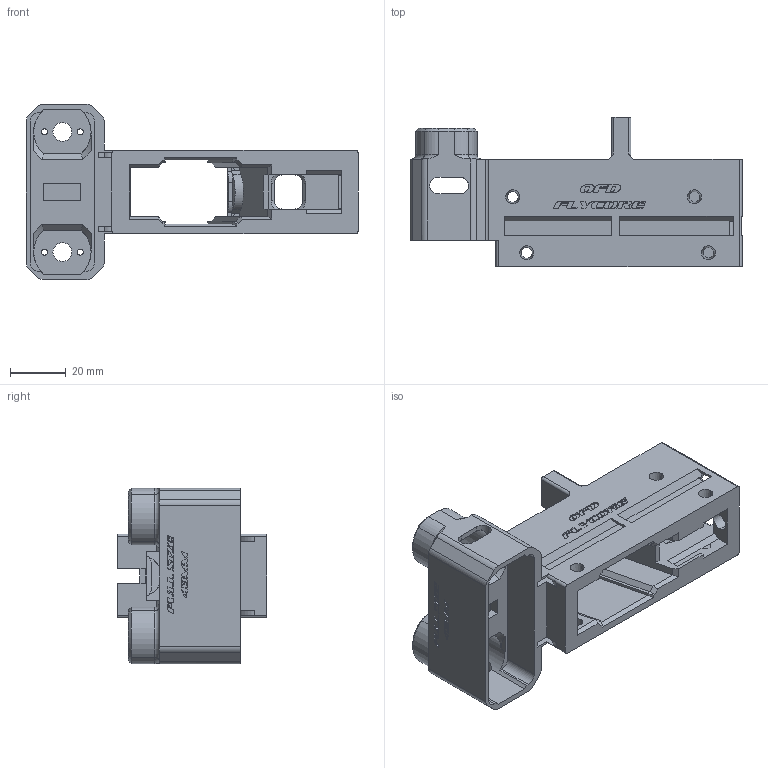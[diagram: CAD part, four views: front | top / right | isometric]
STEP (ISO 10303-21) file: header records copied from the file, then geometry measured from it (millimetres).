
FILE_DESCRIPTION (( 'STEP AP203' ), '1' );
FILE_NAME ('OFD_FLYCORE_ANGLED_FULL_43MM_MSB_V1.STEP', '2022-07-20T17:36:02', ( '' ), ( '' ), 'SwSTEP 2.0', 'SolidWorks 2020', '' );
FILE_SCHEMA (( 'CONFIG_CONTROL_DESIGN' ));
Length unit declared in the file: millimetre
Products named in the file (1): OFD_FLYCORE_ANGLED_FULL_43MM_MSB_V1
Bounding box: 118.75 x 53.5 x 62.7 mm (x, y, z)
Volume: 71420.7 mm3; surface area: 37771.3 mm2
Topology: 1 solids, 1 shells, 924 faces, 2622 edges, 1727 vertices
Faces by surface type: plane 470, bspline 307, cylinder 91, cone 44, torus 12
Entity records: 38200 total; most frequent: CARTESIAN_POINT 16017, ORIENTED_EDGE 5244, DIRECTION 3474, EDGE_CURVE 2622, VERTEX_POINT 1727, VECTOR 1692, LINE 1692, EDGE_LOOP 1001
